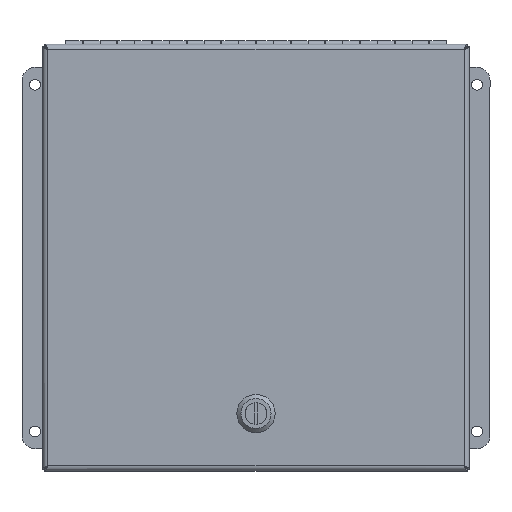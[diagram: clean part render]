
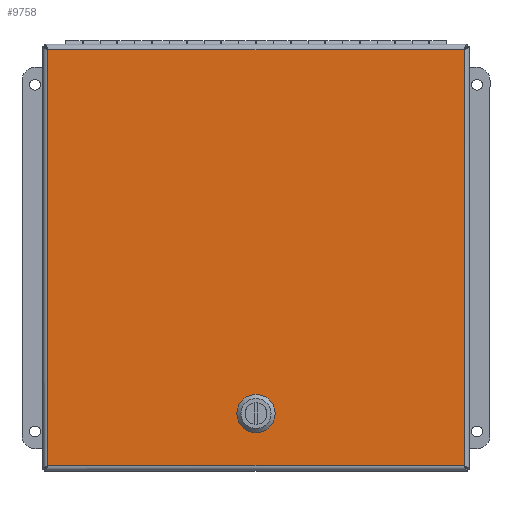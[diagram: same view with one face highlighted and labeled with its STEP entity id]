
A CAD part, top view. The second image highlights one B-rep face of the part: STEP entity #9758.
In plain terms, the highlighted face is planar.
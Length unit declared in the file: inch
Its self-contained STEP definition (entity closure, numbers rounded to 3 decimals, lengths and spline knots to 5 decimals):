
#222=FACE_BOUND('',#1442,.T.);
#510=PLANE('',#10365);
#850=FACE_OUTER_BOUND('',#1441,.T.);
#1441=EDGE_LOOP('',(#6629,#6630,#6631,#6632));
#1442=EDGE_LOOP('',(#6633,#6634,#6635,#6636,#6637,#6638,#6639,#6640));
#2120=LINE('',#14080,#3003);
#2124=LINE('',#14092,#3007);
#2128=LINE('',#14104,#3011);
#2132=LINE('',#14115,#3015);
#2135=LINE('',#14130,#3018);
#2151=LINE('',#14232,#3034);
#2166=LINE('',#14332,#3049);
#2181=LINE('',#14431,#3064);
#3003=VECTOR('',#11287,0.41231);
#3007=VECTOR('',#11299,0.41231);
#3011=VECTOR('',#11311,0.41231);
#3015=VECTOR('',#11323,0.41231);
#3018=VECTOR('',#11328,12.007);
#3034=VECTOR('',#11358,12.007);
#3049=VECTOR('',#11387,12.007);
#3064=VECTOR('',#11416,12.007);
#3884=CIRCLE('',#10322,0.45);
#3886=CIRCLE('',#10326,0.45);
#3888=CIRCLE('',#10330,0.45);
#3890=CIRCLE('',#10334,0.45);
#4234=VERTEX_POINT('',#14070);
#4235=VERTEX_POINT('',#14071);
#4238=VERTEX_POINT('',#14079);
#4240=VERTEX_POINT('',#14085);
#4242=VERTEX_POINT('',#14091);
#4244=VERTEX_POINT('',#14097);
#4246=VERTEX_POINT('',#14103);
#4248=VERTEX_POINT('',#14109);
#4252=VERTEX_POINT('',#14121);
#4253=VERTEX_POINT('',#14129);
#4264=VERTEX_POINT('',#14224);
#4274=VERTEX_POINT('',#14324);
#5097=EDGE_CURVE('',#4234,#4235,#3884,.T.);
#5101=EDGE_CURVE('',#4238,#4234,#2120,.T.);
#5104=EDGE_CURVE('',#4240,#4238,#3886,.T.);
#5107=EDGE_CURVE('',#4242,#4240,#2124,.T.);
#5110=EDGE_CURVE('',#4244,#4242,#3888,.T.);
#5113=EDGE_CURVE('',#4246,#4244,#2128,.T.);
#5116=EDGE_CURVE('',#4248,#4246,#3890,.T.);
#5119=EDGE_CURVE('',#4235,#4248,#2132,.T.);
#5123=EDGE_CURVE('',#4253,#4252,#2135,.T.);
#5143=EDGE_CURVE('',#4252,#4264,#2151,.T.);
#5162=EDGE_CURVE('',#4264,#4274,#2166,.T.);
#5181=EDGE_CURVE('',#4274,#4253,#2181,.T.);
#6629=ORIENTED_EDGE('',*,*,#5123,.T.);
#6630=ORIENTED_EDGE('',*,*,#5143,.T.);
#6631=ORIENTED_EDGE('',*,*,#5162,.T.);
#6632=ORIENTED_EDGE('',*,*,#5181,.T.);
#6633=ORIENTED_EDGE('',*,*,#5097,.T.);
#6634=ORIENTED_EDGE('',*,*,#5119,.T.);
#6635=ORIENTED_EDGE('',*,*,#5116,.T.);
#6636=ORIENTED_EDGE('',*,*,#5113,.T.);
#6637=ORIENTED_EDGE('',*,*,#5110,.T.);
#6638=ORIENTED_EDGE('',*,*,#5107,.T.);
#6639=ORIENTED_EDGE('',*,*,#5104,.T.);
#6640=ORIENTED_EDGE('',*,*,#5101,.T.);
#9758=ADVANCED_FACE('',(#850,#222),#510,.F.);
#10322=AXIS2_PLACEMENT_3D('',#14072,#11279,#11280);
#10326=AXIS2_PLACEMENT_3D('',#14086,#11292,#11293);
#10330=AXIS2_PLACEMENT_3D('',#14098,#11304,#11305);
#10334=AXIS2_PLACEMENT_3D('',#14110,#11316,#11317);
#10365=AXIS2_PLACEMENT_3D('',#14517,#11441,#11442);
#11279=DIRECTION('center_axis',(0.,0.,1.));
#11280=DIRECTION('ref_axis',(-0.889,0.458,0.));
#11287=DIRECTION('',(-1.,0.,0.));
#11292=DIRECTION('center_axis',(0.,0.,1.));
#11293=DIRECTION('ref_axis',(0.458,0.889,0.));
#11299=DIRECTION('',(0.,1.,0.));
#11304=DIRECTION('center_axis',(0.,0.,1.));
#11305=DIRECTION('ref_axis',(0.889,-0.458,0.));
#11311=DIRECTION('',(1.,0.,0.));
#11316=DIRECTION('center_axis',(0.,0.,1.));
#11317=DIRECTION('ref_axis',(-0.458,-0.889,0.));
#11323=DIRECTION('',(0.,-1.,0.));
#11328=DIRECTION('',(0.,-1.,0.));
#11358=DIRECTION('',(-1.,0.,0.));
#11387=DIRECTION('',(0.,1.,0.));
#11416=DIRECTION('',(1.,0.,0.));
#11441=DIRECTION('center_axis',(0.,0.,1.));
#11442=DIRECTION('ref_axis',(1.,0.,0.));
#14070=CARTESIAN_POINT('',(10.44634,6.55625,0.));
#14071=CARTESIAN_POINT('',(10.2525,6.36241,0.));
#14072=CARTESIAN_POINT('Origin',(10.6525,6.15625,0.));
#14079=CARTESIAN_POINT('',(10.85866,6.55625,0.));
#14080=CARTESIAN_POINT('',(8.50745,6.55625,0.));
#14085=CARTESIAN_POINT('',(11.0525,6.36241,0.));
#14086=CARTESIAN_POINT('Origin',(10.6525,6.15625,0.));
#14091=CARTESIAN_POINT('',(11.0525,5.95009,0.));
#14092=CARTESIAN_POINT('',(11.0525,6.05317,0.));
#14097=CARTESIAN_POINT('',(10.85866,5.75625,0.));
#14098=CARTESIAN_POINT('Origin',(10.6525,6.15625,0.));
#14103=CARTESIAN_POINT('',(10.44634,5.75625,0.));
#14104=CARTESIAN_POINT('',(8.3013,5.75625,0.));
#14109=CARTESIAN_POINT('',(10.2525,5.95009,0.));
#14110=CARTESIAN_POINT('Origin',(10.6525,6.15625,0.));
#14115=CARTESIAN_POINT('',(10.2525,6.25933,0.));
#14121=CARTESIAN_POINT('',(12.15975,0.15275,0.));
#14129=CARTESIAN_POINT('',(12.15975,12.15975,0.));
#14130=CARTESIAN_POINT('',(12.15975,9.158,0.));
#14224=CARTESIAN_POINT('',(0.15275,0.15275,0.));
#14232=CARTESIAN_POINT('',(9.158,0.15275,0.));
#14324=CARTESIAN_POINT('',(0.15275,12.15975,0.));
#14332=CARTESIAN_POINT('',(0.15275,3.1545,0.));
#14431=CARTESIAN_POINT('',(3.1545,12.15975,0.));
#14517=CARTESIAN_POINT('Origin',(6.15625,6.15625,0.));
